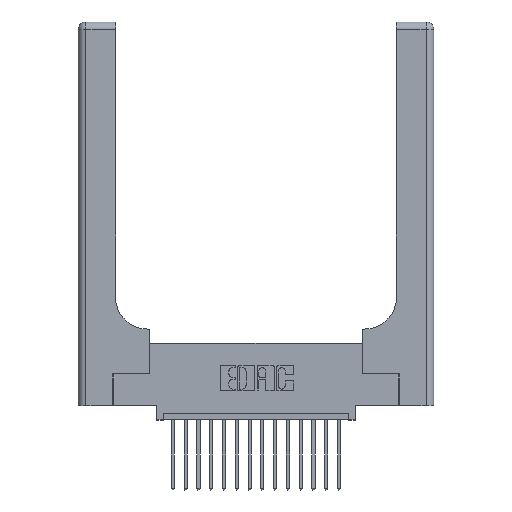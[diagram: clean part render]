
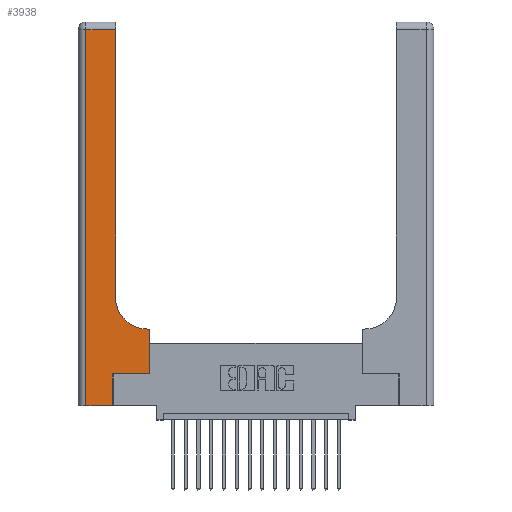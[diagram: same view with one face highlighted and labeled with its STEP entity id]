
A CAD part, top view. The second image highlights one B-rep face of the part: STEP entity #3938.
In plain terms, the highlighted planar face has unit normal (0, 0, 1).
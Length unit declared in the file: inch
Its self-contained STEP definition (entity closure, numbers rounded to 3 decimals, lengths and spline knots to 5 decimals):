
#45 = VERTEX_POINT ( 'NONE', #5535 ) ;
#142 = CARTESIAN_POINT ( 'NONE',  ( 0.269, 0., 0.37 ) ) ;
#388 = ORIENTED_EDGE ( 'NONE', *, *, #10822, .T. ) ;
#456 = FACE_OUTER_BOUND ( 'NONE', #19046, .T. ) ;
#463 = VERTEX_POINT ( 'NONE', #17735 ) ;
#882 = VECTOR ( 'NONE', #13749, 39.37008 ) ;
#1009 = ORIENTED_EDGE ( 'NONE', *, *, #8857, .T. ) ;
#1073 = DIRECTION ( 'NONE',  ( 0., 1., 0. ) ) ;
#1180 = ORIENTED_EDGE ( 'NONE', *, *, #19340, .T. ) ;
#1240 = CARTESIAN_POINT ( 'NONE',  ( 0.2915, 3., 0.37 ) ) ;
#1279 = VERTEX_POINT ( 'NONE', #4206 ) ;
#1417 = CARTESIAN_POINT ( 'NONE',  ( 0.2915, 0.6, 0.37 ) ) ;
#1539 = AXIS2_PLACEMENT_3D ( 'NONE', #6790, #3702, #17308 ) ;
#1651 = DIRECTION ( 'NONE',  ( 0., 1., 0. ) ) ;
#1698 = VECTOR ( 'NONE', #15293, 39.37008 ) ;
#1897 = CARTESIAN_POINT ( 'NONE',  ( 0., 3., 0.37 ) ) ;
#2284 = ORIENTED_EDGE ( 'NONE', *, *, #5693, .T. ) ;
#2938 = EDGE_CURVE ( 'NONE', #463, #16768, #14998, .T. ) ;
#3382 = ORIENTED_EDGE ( 'NONE', *, *, #4009, .T. ) ;
#3438 = DIRECTION ( 'NONE',  ( 0., 0., -1. ) ) ;
#3560 = PLANE ( 'NONE',  #13202 ) ;
#3589 = VECTOR ( 'NONE', #6008, 39.37008 ) ;
#3702 = DIRECTION ( 'NONE',  ( 0., 0., -1. ) ) ;
#3895 = CARTESIAN_POINT ( 'NONE',  ( 0.269, 0.25, 0.37 ) ) ;
#3938 = ADVANCED_FACE ( 'NONE', ( #456 ), #3560, .F. ) ;
#4009 = EDGE_CURVE ( 'NONE', #45, #15627, #9012, .T. ) ;
#4092 = DIRECTION ( 'NONE',  ( 0., 1., 0. ) ) ;
#4102 = VERTEX_POINT ( 'NONE', #11976 ) ;
#4206 = CARTESIAN_POINT ( 'NONE',  ( 0.2915, 0.85, 0.37 ) ) ;
#4967 = DIRECTION ( 'NONE',  ( -1., 0., 0. ) ) ;
#5535 = CARTESIAN_POINT ( 'NONE',  ( 0.269, 0.25, 0.37 ) ) ;
#5693 = EDGE_CURVE ( 'NONE', #4102, #18770, #11676, .T. ) ;
#6008 = DIRECTION ( 'NONE',  ( -1., 0., 0. ) ) ;
#6266 = VECTOR ( 'NONE', #1073, 39.37008 ) ;
#6323 = CARTESIAN_POINT ( 'NONE',  ( 0., 2.94, 0.37 ) ) ;
#6553 = CARTESIAN_POINT ( 'NONE',  ( 0.06, 0., 0.37 ) ) ;
#6790 = CARTESIAN_POINT ( 'NONE',  ( 0.5415, 0.85, 0.37 ) ) ;
#6990 = CIRCLE ( 'NONE', #1539, 0.25 ) ;
#7090 = VERTEX_POINT ( 'NONE', #7676 ) ;
#7676 = CARTESIAN_POINT ( 'NONE',  ( 0.269, 0., 0.37 ) ) ;
#7751 = CARTESIAN_POINT ( 'NONE',  ( 0., 0., 0.37 ) ) ;
#7907 = CARTESIAN_POINT ( 'NONE',  ( 0.5415, 0.6, 0.37 ) ) ;
#8156 = ORIENTED_EDGE ( 'NONE', *, *, #2938, .T. ) ;
#8857 = EDGE_CURVE ( 'NONE', #16768, #7090, #19601, .T. ) ;
#8861 = EDGE_CURVE ( 'NONE', #7090, #45, #12045, .T. ) ;
#9012 = LINE ( 'NONE', #3895, #10231 ) ;
#9092 = LINE ( 'NONE', #6323, #1698 ) ;
#10231 = VECTOR ( 'NONE', #16117, 39.37008 ) ;
#10309 = VERTEX_POINT ( 'NONE', #10589 ) ;
#10331 = LINE ( 'NONE', #17708, #6266 ) ;
#10589 = CARTESIAN_POINT ( 'NONE',  ( 0.2915, 2.94, 0.37 ) ) ;
#10593 = ORIENTED_EDGE ( 'NONE', *, *, #18567, .T. ) ;
#10822 = EDGE_CURVE ( 'NONE', #15627, #4102, #10331, .T. ) ;
#10840 = DIRECTION ( 'NONE',  ( 0., -1., 0. ) ) ;
#11265 = EDGE_CURVE ( 'NONE', #18770, #1279, #6990, .T. ) ;
#11676 = LINE ( 'NONE', #1417, #3589 ) ;
#11711 = ORIENTED_EDGE ( 'NONE', *, *, #8861, .T. ) ;
#11976 = CARTESIAN_POINT ( 'NONE',  ( 0.5585, 0.6, 0.37 ) ) ;
#12045 = LINE ( 'NONE', #142, #18903 ) ;
#13202 = AXIS2_PLACEMENT_3D ( 'NONE', #1897, #3438, #4967 ) ;
#13691 = CARTESIAN_POINT ( 'NONE',  ( 0.5585, 0.25, 0.37 ) ) ;
#13749 = DIRECTION ( 'NONE',  ( 1., 0., 0. ) ) ;
#14772 = VECTOR ( 'NONE', #10840, 39.37008 ) ;
#14998 = LINE ( 'NONE', #16923, #14772 ) ;
#15293 = DIRECTION ( 'NONE',  ( -1., 0., 0. ) ) ;
#15572 = ORIENTED_EDGE ( 'NONE', *, *, #11265, .T. ) ;
#15627 = VERTEX_POINT ( 'NONE', #13691 ) ;
#16005 = VECTOR ( 'NONE', #4092, 39.37008 ) ;
#16117 = DIRECTION ( 'NONE',  ( 1., 0., 0. ) ) ;
#16768 = VERTEX_POINT ( 'NONE', #6553 ) ;
#16923 = CARTESIAN_POINT ( 'NONE',  ( 0.06, 3., 0.37 ) ) ;
#17308 = DIRECTION ( 'NONE',  ( 1., 0., 0. ) ) ;
#17708 = CARTESIAN_POINT ( 'NONE',  ( 0.5585, 0.25, 0.37 ) ) ;
#17735 = CARTESIAN_POINT ( 'NONE',  ( 0.06, 2.94, 0.37 ) ) ;
#18340 = LINE ( 'NONE', #1240, #16005 ) ;
#18567 = EDGE_CURVE ( 'NONE', #1279, #10309, #18340, .T. ) ;
#18770 = VERTEX_POINT ( 'NONE', #7907 ) ;
#18903 = VECTOR ( 'NONE', #1651, 39.37008 ) ;
#19046 = EDGE_LOOP ( 'NONE', ( #10593, #1180, #8156, #1009, #11711, #3382, #388, #2284, #15572 ) ) ;
#19340 = EDGE_CURVE ( 'NONE', #10309, #463, #9092, .T. ) ;
#19601 = LINE ( 'NONE', #7751, #882 ) ;
